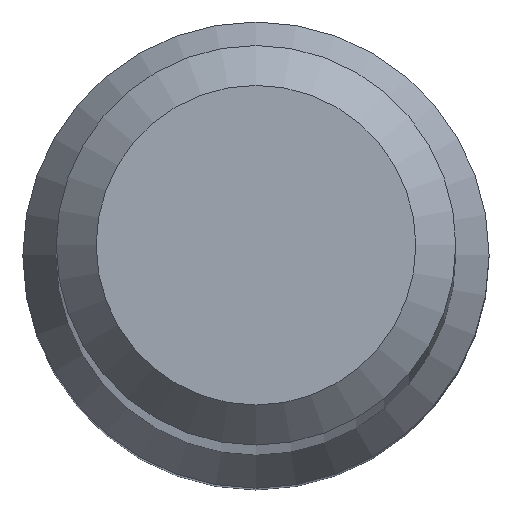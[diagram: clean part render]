
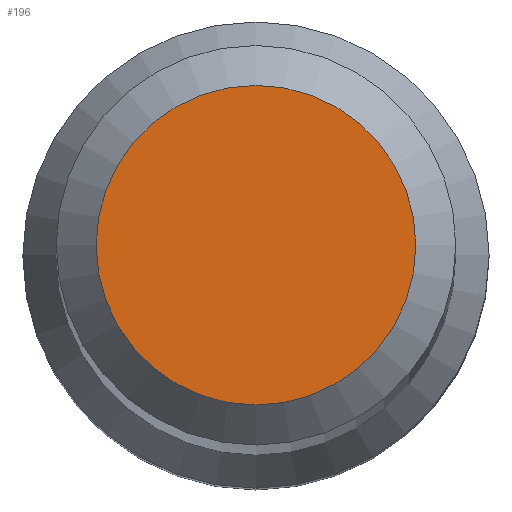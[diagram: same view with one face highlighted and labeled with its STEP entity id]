
A CAD part, top view. The second image highlights one B-rep face of the part: STEP entity #196.
In plain terms, the highlighted planar face has unit normal (0, 0, 1).
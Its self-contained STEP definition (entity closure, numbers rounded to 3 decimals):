
#43 = CARTESIAN_POINT ( 'NONE',  ( 0., 2.4, 101. ) ) ;
#46 = CARTESIAN_POINT ( 'NONE',  ( 0., 0., 101. ) ) ;
#49 = EDGE_LOOP ( 'NONE', ( #180 ) ) ;
#61 = DIRECTION ( 'NONE',  ( 0., 1., 0. ) ) ;
#73 = PLANE ( 'NONE',  #170 ) ;
#112 = DIRECTION ( 'NONE',  ( 0., 0., -1. ) ) ;
#117 = CARTESIAN_POINT ( 'NONE',  ( 0., 0., 101. ) ) ;
#138 = AXIS2_PLACEMENT_3D ( 'NONE', #117, #174, #153 ) ;
#153 = DIRECTION ( 'NONE',  ( 0., 1., 0. ) ) ;
#170 = AXIS2_PLACEMENT_3D ( 'NONE', #46, #112, #61 ) ;
#174 = DIRECTION ( 'NONE',  ( 0., 0., -1. ) ) ;
#179 = CIRCLE ( 'NONE', #138, 2.4 ) ;
#180 = ORIENTED_EDGE ( 'NONE', *, *, #224, .F. ) ;
#196 = ADVANCED_FACE ( 'NONE', ( #230 ), #73, .F. ) ;
#224 = EDGE_CURVE ( 'NONE', #233, #233, #179, .T. ) ;
#230 = FACE_OUTER_BOUND ( 'NONE', #49, .T. ) ;
#233 = VERTEX_POINT ( 'NONE', #43 ) ;
